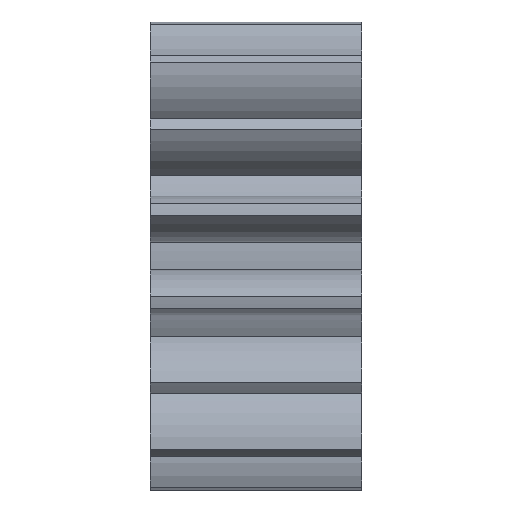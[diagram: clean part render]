
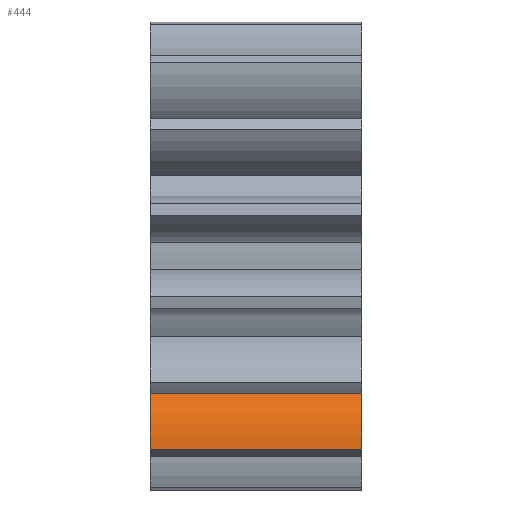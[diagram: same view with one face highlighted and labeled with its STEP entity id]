
A CAD part, front view. The second image highlights one B-rep face of the part: STEP entity #444.
In plain terms, the highlighted cylindrical face has radius 4.8 mm (diameter 9.6 mm), a partial arc.
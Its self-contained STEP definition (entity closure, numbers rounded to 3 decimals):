
#64 = AXIS2_PLACEMENT_3D ( 'NONE', #2259, #2212, #82 ) ;
#82 = DIRECTION ( 'NONE',  ( 0., 0., 1. ) ) ;
#121 = ORIENTED_EDGE ( 'NONE', *, *, #619, .T. ) ;
#214 = CARTESIAN_POINT ( 'NONE',  ( 0., -7.791, -11.025 ) ) ;
#257 = EDGE_CURVE ( 'NONE', #2514, #774, #692, .T. ) ;
#361 = VECTOR ( 'NONE', #2282, 1000. ) ;
#386 = CARTESIAN_POINT ( 'NONE',  ( 0., -6.586, -7.689 ) ) ;
#444 = ADVANCED_FACE ( 'NONE', ( #1788 ), #1471, .T. ) ;
#479 = DIRECTION ( 'NONE',  ( -1., 0., 0. ) ) ;
#569 = CIRCLE ( 'NONE', #2365, 4.8 ) ;
#619 = EDGE_CURVE ( 'NONE', #774, #1449, #569, .T. ) ;
#639 = DIRECTION ( 'NONE',  ( 0., -0.707, 0.707 ) ) ;
#683 = EDGE_CURVE ( 'NONE', #1449, #2025, #1712, .T. ) ;
#692 = LINE ( 'NONE', #1490, #2522 ) ;
#774 = VERTEX_POINT ( 'NONE', #386 ) ;
#894 = CARTESIAN_POINT ( 'NONE',  ( 6., -7.791, -11.025 ) ) ;
#1217 = AXIS2_PLACEMENT_3D ( 'NONE', #1635, #2052, #639 ) ;
#1307 = DIRECTION ( 'NONE',  ( 1., 0., 0. ) ) ;
#1317 = CARTESIAN_POINT ( 'NONE',  ( 0., -2.993, -10.872 ) ) ;
#1366 = EDGE_CURVE ( 'NONE', #2025, #2514, #1502, .T. ) ;
#1449 = VERTEX_POINT ( 'NONE', #214 ) ;
#1471 = CYLINDRICAL_SURFACE ( 'NONE', #64, 4.8 ) ;
#1490 = CARTESIAN_POINT ( 'NONE',  ( 12., -6.586, -7.689 ) ) ;
#1502 = CIRCLE ( 'NONE', #1217, 4.8 ) ;
#1635 = CARTESIAN_POINT ( 'NONE',  ( 12., -2.993, -10.872 ) ) ;
#1698 = DIRECTION ( 'NONE',  ( 0., 0., -1. ) ) ;
#1712 = LINE ( 'NONE', #894, #361 ) ;
#1788 = FACE_OUTER_BOUND ( 'NONE', #1834, .T. ) ;
#1834 = EDGE_LOOP ( 'NONE', ( #2558, #1973, #2041, #121 ) ) ;
#1973 = ORIENTED_EDGE ( 'NONE', *, *, #1366, .T. ) ;
#2025 = VERTEX_POINT ( 'NONE', #2034 ) ;
#2034 = CARTESIAN_POINT ( 'NONE',  ( 12., -7.791, -11.025 ) ) ;
#2041 = ORIENTED_EDGE ( 'NONE', *, *, #257, .T. ) ;
#2052 = DIRECTION ( 'NONE',  ( -1., 0., 0. ) ) ;
#2212 = DIRECTION ( 'NONE',  ( -1., 0., 0. ) ) ;
#2259 = CARTESIAN_POINT ( 'NONE',  ( 12., -2.993, -10.872 ) ) ;
#2282 = DIRECTION ( 'NONE',  ( 1., 0., 0. ) ) ;
#2365 = AXIS2_PLACEMENT_3D ( 'NONE', #1317, #1307, #1698 ) ;
#2400 = CARTESIAN_POINT ( 'NONE',  ( 12., -6.586, -7.689 ) ) ;
#2514 = VERTEX_POINT ( 'NONE', #2400 ) ;
#2522 = VECTOR ( 'NONE', #479, 1000. ) ;
#2558 = ORIENTED_EDGE ( 'NONE', *, *, #683, .T. ) ;
